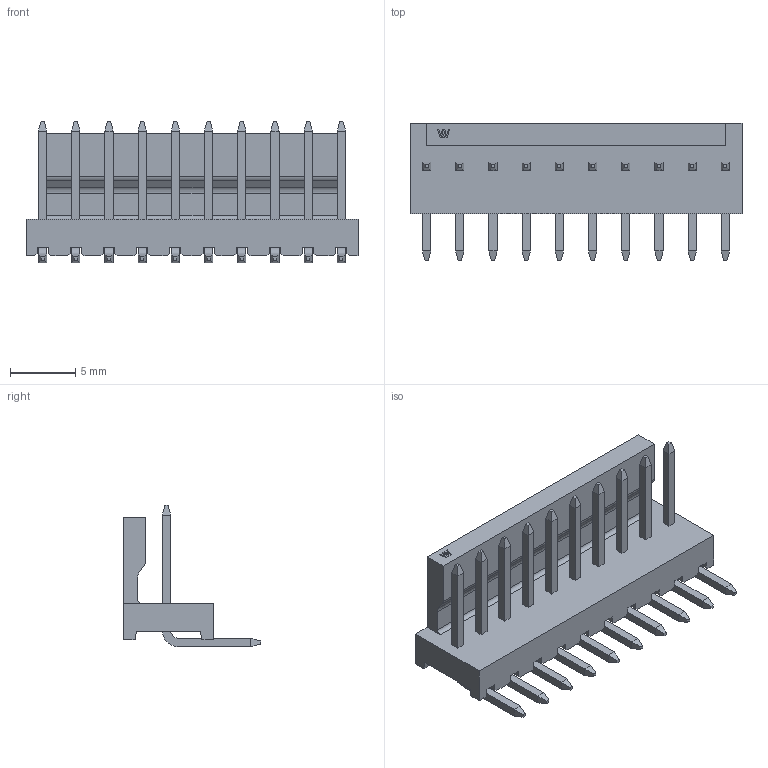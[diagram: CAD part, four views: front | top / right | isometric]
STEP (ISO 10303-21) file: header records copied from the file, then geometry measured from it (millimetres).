
FILE_DESCRIPTION( ('This file contains a STEP AP42 implementation' ,'as created by ZW3D STEP Interface translator.') ,'2;1' );
FILE_NAME( 'WF2545-BWR10W01.stp' ,'24 1 5.171517', (''), ('ZWCAD Software Co.'), 'Version 1.0', 'ZW3D to STEP translator', '' );
FILE_SCHEMA(('AUTOMOTIVE_DESIGN { 1 0 10303 214 1 1 1 1 }'));
Length unit declared in the file: millimetre
Products named in the file (2): 0; WF2545-BWR10W01
Bounding box: 25.4 x 10.5 x 10.82 mm (x, y, z)
Volume: 622 mm3; surface area: 1388 mm2
Topology: 1 solids, 1 shells, 532 faces, 1396 edges, 888 vertices
Faces by surface type: plane 509, cylinder 23
Entity records: 16471 total; most frequent: CARTESIAN_POINT 2817, ORIENTED_EDGE 2792, DIRECTION 2508, EDGE_CURVE 1396, VECTOR 1350, LINE 1350, VERTEX_POINT 888, AXIS2_PLACEMENT_3D 579
